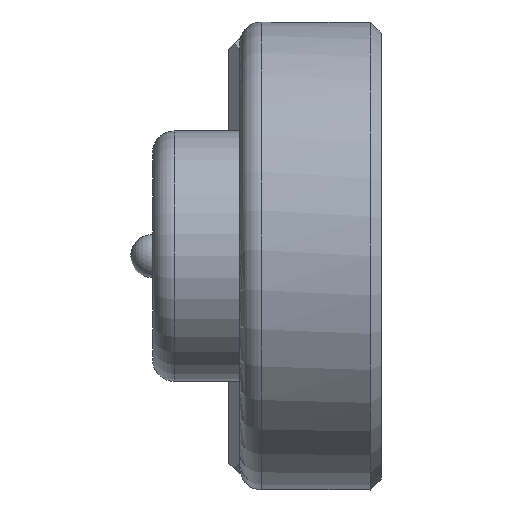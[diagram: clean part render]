
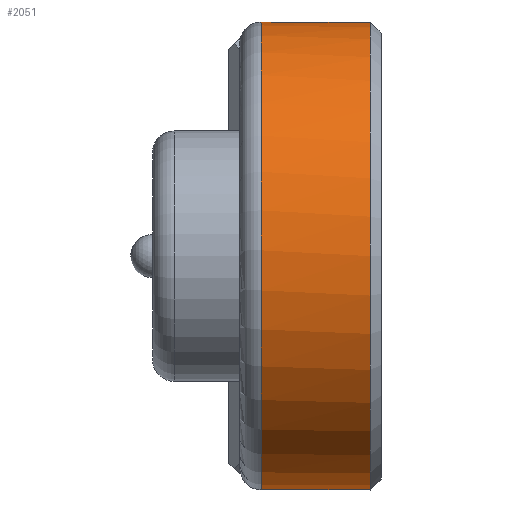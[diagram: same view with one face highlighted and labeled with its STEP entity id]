
A CAD part, left-side view. The second image highlights one B-rep face of the part: STEP entity #2051.
In plain terms, the highlighted cylindrical face has radius 10.75 mm (diameter 21.5 mm), a partial arc.
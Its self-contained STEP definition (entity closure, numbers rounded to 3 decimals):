
#24=CYLINDRICAL_SURFACE('',#2179,10.75);
#55=CIRCLE('',#2173,10.75);
#56=CIRCLE('',#2180,10.75);
#57=CIRCLE('',#2181,10.75);
#149=FACE_OUTER_BOUND('',#263,.T.);
#263=EDGE_LOOP('',(#1610,#1611,#1612,#1613,#1614));
#347=LINE('',#2803,#598);
#388=LINE('',#2917,#639);
#598=VECTOR('',#2275,10.);
#639=VECTOR('',#2336,10.);
#847=VERTEX_POINT('',#2800);
#848=VERTEX_POINT('',#2802);
#879=VERTEX_POINT('',#2888);
#887=VERTEX_POINT('',#2912);
#965=VERTEX_POINT('',#3163);
#1036=EDGE_CURVE('',#847,#848,#347,.T.);
#1084=EDGE_CURVE('',#879,#887,#388,.T.);
#1203=EDGE_CURVE('',#879,#847,#55,.T.);
#1210=EDGE_CURVE('',#965,#887,#56,.T.);
#1211=EDGE_CURVE('',#848,#965,#57,.T.);
#1610=ORIENTED_EDGE('',*,*,#1203,.F.);
#1611=ORIENTED_EDGE('',*,*,#1084,.T.);
#1612=ORIENTED_EDGE('',*,*,#1210,.F.);
#1613=ORIENTED_EDGE('',*,*,#1211,.F.);
#1614=ORIENTED_EDGE('',*,*,#1036,.F.);
#2051=ADVANCED_FACE('',(#149),#24,.T.);
#2173=AXIS2_PLACEMENT_3D('',#3150,#2531,#2532);
#2179=AXIS2_PLACEMENT_3D('',#3162,#2549,#2550);
#2180=AXIS2_PLACEMENT_3D('',#3164,#2551,#2552);
#2181=AXIS2_PLACEMENT_3D('',#3165,#2553,#2554);
#2275=DIRECTION('',(0.,1.,0.));
#2336=DIRECTION('',(0.,1.,0.));
#2531=DIRECTION('center_axis',(0.,-1.,0.));
#2532=DIRECTION('ref_axis',(-1.,0.,0.));
#2549=DIRECTION('center_axis',(0.,1.,0.));
#2550=DIRECTION('ref_axis',(-1.,0.,0.));
#2551=DIRECTION('center_axis',(0.,1.,0.));
#2552=DIRECTION('ref_axis',(-0.122,0.,0.993));
#2553=DIRECTION('center_axis',(0.,1.,0.));
#2554=DIRECTION('ref_axis',(-0.122,0.,0.993));
#2800=CARTESIAN_POINT('',(7.313,0.5,-18.669));
#2802=CARTESIAN_POINT('',(7.313,5.5,-18.669));
#2803=CARTESIAN_POINT('',(7.313,0.,-18.669));
#2888=CARTESIAN_POINT('',(7.313,0.5,2.669));
#2912=CARTESIAN_POINT('',(7.313,5.5,2.669));
#2917=CARTESIAN_POINT('',(7.313,0.,2.669));
#3150=CARTESIAN_POINT('Origin',(6.,0.5,-8.));
#3162=CARTESIAN_POINT('Origin',(6.,0.,-8.));
#3163=CARTESIAN_POINT('',(6.,5.5,2.75));
#3164=CARTESIAN_POINT('Origin',(6.,5.5,-8.));
#3165=CARTESIAN_POINT('Origin',(6.,5.5,-8.));
